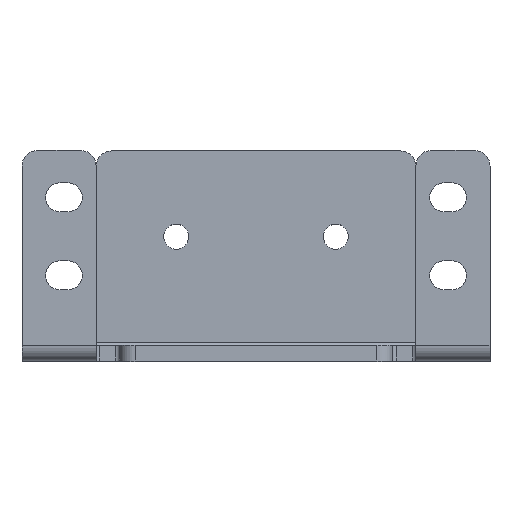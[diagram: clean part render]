
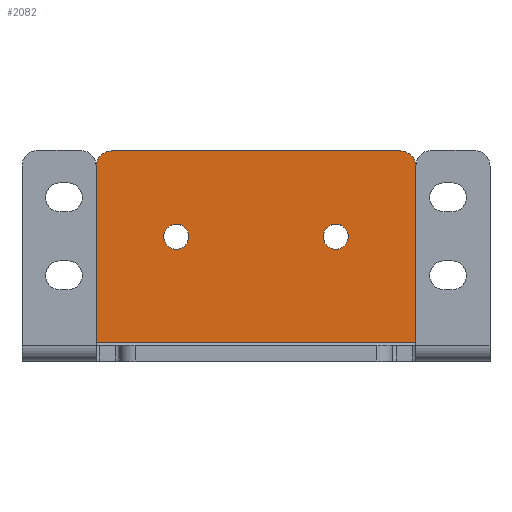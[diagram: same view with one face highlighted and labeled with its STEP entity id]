
A CAD part, top view. The second image highlights one B-rep face of the part: STEP entity #2082.
In plain terms, the highlighted planar face has unit normal (0, 0, 1).
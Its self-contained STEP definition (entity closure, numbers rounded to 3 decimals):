
#161 = EDGE_CURVE ( 'NONE', #185, #338, #1151, .T. ) ;
#185 = VERTEX_POINT ( 'NONE', #2586 ) ;
#228 = CARTESIAN_POINT ( 'NONE',  ( 50.5, 27., -32. ) ) ;
#336 = CARTESIAN_POINT ( 'NONE',  ( 9.5, 27., -32. ) ) ;
#338 = VERTEX_POINT ( 'NONE', #3107 ) ;
#346 = EDGE_CURVE ( 'NONE', #1640, #3132, #2710, .T. ) ;
#413 = VECTOR ( 'NONE', #3135, 1000. ) ;
#444 = FACE_BOUND ( 'NONE', #501, .T. ) ;
#447 = FACE_OUTER_BOUND ( 'NONE', #476, .T. ) ;
#476 = EDGE_LOOP ( 'NONE', ( #1430, #1412, #1406, #1722, #1693, #1709 ) ) ;
#489 = FACE_BOUND ( 'NONE', #504, .T. ) ;
#501 = EDGE_LOOP ( 'NONE', ( #1557, #1422 ) ) ;
#504 = EDGE_LOOP ( 'NONE', ( #1828, #1811 ) ) ;
#583 = EDGE_CURVE ( 'NONE', #741, #2154, #1874, .T. ) ;
#741 = VERTEX_POINT ( 'NONE', #1847 ) ;
#814 = EDGE_CURVE ( 'NONE', #3132, #1640, #1173, .T. ) ;
#819 = EDGE_CURVE ( 'NONE', #2154, #741, #1174, .T. ) ;
#826 = EDGE_CURVE ( 'NONE', #338, #1827, #1146, .T. ) ;
#831 = EDGE_CURVE ( 'NONE', #1608, #2144, #1149, .T. ) ;
#837 = EDGE_CURVE ( 'NONE', #1679, #2144, #1112, .T. ) ;
#841 = EDGE_CURVE ( 'NONE', #1679, #185, #1206, .T. ) ;
#943 = CARTESIAN_POINT ( 'NONE',  ( 48.5, 27., -32. ) ) ;
#956 = VECTOR ( 'NONE', #2563, 1000. ) ;
#1023 = DIRECTION ( 'NONE',  ( -1., 0., 0. ) ) ;
#1024 = DIRECTION ( 'NONE',  ( 0., 0., -1. ) ) ;
#1032 = PLANE ( 'NONE',  #2754 ) ;
#1111 = VECTOR ( 'NONE', #1636, 1000. ) ;
#1112 = LINE ( 'NONE', #1715, #1111 ) ;
#1143 = VECTOR ( 'NONE', #1637, 1000. ) ;
#1146 = LINE ( 'NONE', #1812, #1143 ) ;
#1147 = CARTESIAN_POINT ( 'NONE',  ( 50.5, 2.5, -32. ) ) ;
#1149 = CIRCLE ( 'NONE', #2796, 2. ) ;
#1151 = LINE ( 'NONE', #2532, #956 ) ;
#1173 = CIRCLE ( 'NONE', #2801, 1.6 ) ;
#1174 = CIRCLE ( 'NONE', #2797, 1.6 ) ;
#1183 = CARTESIAN_POINT ( 'NONE',  ( 11.5, 27., -32. ) ) ;
#1199 = CARTESIAN_POINT ( 'NONE',  ( 38.625, 16., -32. ) ) ;
#1206 = CIRCLE ( 'NONE', #2794, 2. ) ;
#1212 = CARTESIAN_POINT ( 'NONE',  ( 21.375, 16., -32. ) ) ;
#1222 = CARTESIAN_POINT ( 'NONE',  ( 50.5, 25., -32. ) ) ;
#1406 = ORIENTED_EDGE ( 'NONE', *, *, #3035, .F. ) ;
#1412 = ORIENTED_EDGE ( 'NONE', *, *, #826, .T. ) ;
#1422 = ORIENTED_EDGE ( 'NONE', *, *, #583, .F. ) ;
#1430 = ORIENTED_EDGE ( 'NONE', *, *, #161, .T. ) ;
#1532 = DIRECTION ( 'NONE',  ( -1., 0., 0. ) ) ;
#1535 = DIRECTION ( 'NONE',  ( 0., 0., 1. ) ) ;
#1536 = CARTESIAN_POINT ( 'NONE',  ( 11.5, 25., -32. ) ) ;
#1557 = ORIENTED_EDGE ( 'NONE', *, *, #819, .F. ) ;
#1608 = VERTEX_POINT ( 'NONE', #1222 ) ;
#1636 = DIRECTION ( 'NONE',  ( 1., 0., 0. ) ) ;
#1637 = DIRECTION ( 'NONE',  ( 1., 0., 0. ) ) ;
#1640 = VERTEX_POINT ( 'NONE', #1199 ) ;
#1679 = VERTEX_POINT ( 'NONE', #1183 ) ;
#1693 = ORIENTED_EDGE ( 'NONE', *, *, #837, .F. ) ;
#1709 = ORIENTED_EDGE ( 'NONE', *, *, #841, .T. ) ;
#1715 = CARTESIAN_POINT ( 'NONE',  ( 9.5, 27., -32. ) ) ;
#1722 = ORIENTED_EDGE ( 'NONE', *, *, #831, .T. ) ;
#1723 = DIRECTION ( 'NONE',  ( 0., 0., 1. ) ) ;
#1724 = LINE ( 'NONE', #228, #413 ) ;
#1725 = DIRECTION ( 'NONE',  ( -1., 0., 0. ) ) ;
#1726 = DIRECTION ( 'NONE',  ( 1., 0., 0. ) ) ;
#1735 = CARTESIAN_POINT ( 'NONE',  ( 48.5, 25., -32. ) ) ;
#1810 = CARTESIAN_POINT ( 'NONE',  ( 19.775, 16., -32. ) ) ;
#1811 = ORIENTED_EDGE ( 'NONE', *, *, #346, .F. ) ;
#1812 = CARTESIAN_POINT ( 'NONE',  ( 50.5, 2.5, -32. ) ) ;
#1816 = DIRECTION ( 'NONE',  ( 0., 0., 1. ) ) ;
#1823 = DIRECTION ( 'NONE',  ( 1., 0., 0. ) ) ;
#1827 = VERTEX_POINT ( 'NONE', #1147 ) ;
#1828 = ORIENTED_EDGE ( 'NONE', *, *, #814, .F. ) ;
#1847 = CARTESIAN_POINT ( 'NONE',  ( 18.175, 16., -32. ) ) ;
#1854 = CARTESIAN_POINT ( 'NONE',  ( 41.825, 16., -32. ) ) ;
#1874 = CIRCLE ( 'NONE', #2843, 1.6 ) ;
#1951 = DIRECTION ( 'NONE',  ( 0., 0., 1. ) ) ;
#1969 = CARTESIAN_POINT ( 'NONE',  ( 40.225, 16., -32. ) ) ;
#2039 = CARTESIAN_POINT ( 'NONE',  ( 19.775, 16., -32. ) ) ;
#2049 = DIRECTION ( 'NONE',  ( 0., 0., 1. ) ) ;
#2050 = DIRECTION ( 'NONE',  ( 1., 0., 0. ) ) ;
#2082 = ADVANCED_FACE ( 'NONE', ( #489, #444, #447 ), #1032, .F. ) ;
#2144 = VERTEX_POINT ( 'NONE', #943 ) ;
#2154 = VERTEX_POINT ( 'NONE', #1212 ) ;
#2532 = CARTESIAN_POINT ( 'NONE',  ( 9.5, 27., -32. ) ) ;
#2563 = DIRECTION ( 'NONE',  ( 0., -1., 0. ) ) ;
#2586 = CARTESIAN_POINT ( 'NONE',  ( 9.5, 25., -32. ) ) ;
#2710 = CIRCLE ( 'NONE', #2892, 1.6 ) ;
#2754 = AXIS2_PLACEMENT_3D ( 'NONE', #336, #1024, #1023 ) ;
#2794 = AXIS2_PLACEMENT_3D ( 'NONE', #1536, #1535, #1532 ) ;
#2796 = AXIS2_PLACEMENT_3D ( 'NONE', #1735, #1723, #1725 ) ;
#2797 = AXIS2_PLACEMENT_3D ( 'NONE', #1810, #1816, #1726 ) ;
#2801 = AXIS2_PLACEMENT_3D ( 'NONE', #1969, #1951, #1823 ) ;
#2843 = AXIS2_PLACEMENT_3D ( 'NONE', #2039, #2049, #2050 ) ;
#2892 = AXIS2_PLACEMENT_3D ( 'NONE', #3142, #3153, #3156 ) ;
#3035 = EDGE_CURVE ( 'NONE', #1608, #1827, #1724, .T. ) ;
#3107 = CARTESIAN_POINT ( 'NONE',  ( 9.5, 2.5, -32. ) ) ;
#3132 = VERTEX_POINT ( 'NONE', #1854 ) ;
#3135 = DIRECTION ( 'NONE',  ( 0., -1., 0. ) ) ;
#3142 = CARTESIAN_POINT ( 'NONE',  ( 40.225, 16., -32. ) ) ;
#3153 = DIRECTION ( 'NONE',  ( 0., 0., 1. ) ) ;
#3156 = DIRECTION ( 'NONE',  ( 1., 0., 0. ) ) ;
